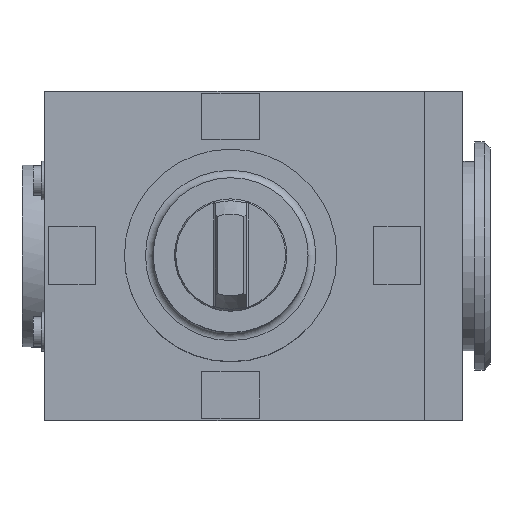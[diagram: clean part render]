
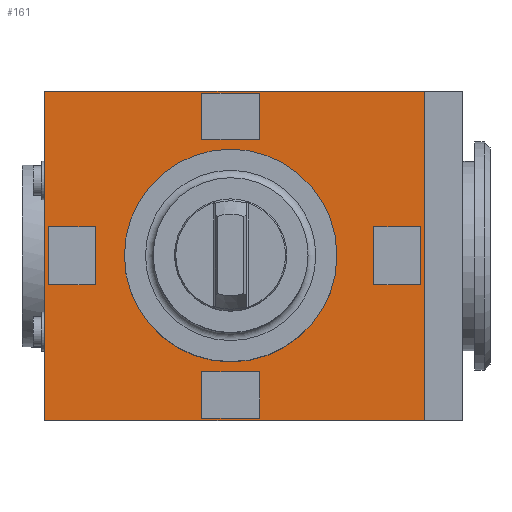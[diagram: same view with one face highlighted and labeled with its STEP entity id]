
A CAD part, top view. The second image highlights one B-rep face of the part: STEP entity #161.
In plain terms, the highlighted planar face has unit normal (0, 0, 1).
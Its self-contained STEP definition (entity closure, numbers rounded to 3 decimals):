
#161=ADVANCED_FACE('',(#366,#367,#368,#369,#370,#371),#237,.F.);
#237=PLANE('',#1449);
#311=CIRCLE('',#1448,27.45);
#366=FACE_BOUND('',#448,.T.);
#367=FACE_BOUND('',#449,.T.);
#368=FACE_BOUND('',#450,.T.);
#369=FACE_BOUND('',#451,.T.);
#370=FACE_BOUND('',#452,.T.);
#371=FACE_BOUND('',#453,.T.);
#448=EDGE_LOOP('',(#624,#625,#626,#627));
#449=EDGE_LOOP('',(#628,#629,#630,#631));
#450=EDGE_LOOP('',(#632));
#451=EDGE_LOOP('',(#633,#634,#635,#636));
#452=EDGE_LOOP('',(#637,#638,#639,#640));
#453=EDGE_LOOP('',(#641,#642,#643,#644));
#624=ORIENTED_EDGE('',*,*,#1062,.T.);
#625=ORIENTED_EDGE('',*,*,#1063,.T.);
#626=ORIENTED_EDGE('',*,*,#1064,.T.);
#627=ORIENTED_EDGE('',*,*,#1065,.T.);
#628=ORIENTED_EDGE('',*,*,#1066,.F.);
#629=ORIENTED_EDGE('',*,*,#1067,.F.);
#630=ORIENTED_EDGE('',*,*,#1068,.F.);
#631=ORIENTED_EDGE('',*,*,#1069,.F.);
#632=ORIENTED_EDGE('',*,*,#1070,.F.);
#633=ORIENTED_EDGE('',*,*,#1071,.T.);
#634=ORIENTED_EDGE('',*,*,#1013,.F.);
#635=ORIENTED_EDGE('',*,*,#1072,.F.);
#636=ORIENTED_EDGE('',*,*,#1073,.T.);
#637=ORIENTED_EDGE('',*,*,#1074,.F.);
#638=ORIENTED_EDGE('',*,*,#1075,.F.);
#639=ORIENTED_EDGE('',*,*,#1076,.F.);
#640=ORIENTED_EDGE('',*,*,#1077,.F.);
#641=ORIENTED_EDGE('',*,*,#1078,.F.);
#642=ORIENTED_EDGE('',*,*,#1079,.F.);
#643=ORIENTED_EDGE('',*,*,#1080,.F.);
#644=ORIENTED_EDGE('',*,*,#1081,.F.);
#884=VERTEX_POINT('',#1951);
#887=VERTEX_POINT('',#1956);
#926=VERTEX_POINT('',#2126);
#927=VERTEX_POINT('',#2127);
#928=VERTEX_POINT('',#2129);
#929=VERTEX_POINT('',#2131);
#930=VERTEX_POINT('',#2134);
#931=VERTEX_POINT('',#2135);
#932=VERTEX_POINT('',#2137);
#933=VERTEX_POINT('',#2139);
#934=VERTEX_POINT('',#2142);
#935=VERTEX_POINT('',#2144);
#936=VERTEX_POINT('',#2146);
#937=VERTEX_POINT('',#2149);
#938=VERTEX_POINT('',#2150);
#939=VERTEX_POINT('',#2152);
#940=VERTEX_POINT('',#2154);
#941=VERTEX_POINT('',#2157);
#942=VERTEX_POINT('',#2158);
#943=VERTEX_POINT('',#2160);
#944=VERTEX_POINT('',#2162);
#1013=EDGE_CURVE('',#887,#884,#1187,.T.);
#1062=EDGE_CURVE('',#926,#927,#1201,.T.);
#1063=EDGE_CURVE('',#927,#928,#1202,.T.);
#1064=EDGE_CURVE('',#928,#929,#1203,.T.);
#1065=EDGE_CURVE('',#929,#926,#1204,.T.);
#1066=EDGE_CURVE('',#930,#931,#1205,.T.);
#1067=EDGE_CURVE('',#932,#930,#1206,.T.);
#1068=EDGE_CURVE('',#933,#932,#1207,.T.);
#1069=EDGE_CURVE('',#931,#933,#1208,.T.);
#1070=EDGE_CURVE('',#934,#934,#311,.T.);
#1071=EDGE_CURVE('',#935,#884,#1209,.T.);
#1072=EDGE_CURVE('',#936,#887,#1210,.T.);
#1073=EDGE_CURVE('',#936,#935,#1211,.T.);
#1074=EDGE_CURVE('',#937,#938,#1212,.T.);
#1075=EDGE_CURVE('',#939,#937,#1213,.T.);
#1076=EDGE_CURVE('',#940,#939,#1214,.T.);
#1077=EDGE_CURVE('',#938,#940,#1215,.T.);
#1078=EDGE_CURVE('',#941,#942,#1216,.T.);
#1079=EDGE_CURVE('',#943,#941,#1217,.T.);
#1080=EDGE_CURVE('',#944,#943,#1218,.T.);
#1081=EDGE_CURVE('',#942,#944,#1219,.T.);
#1187=LINE('',#1957,#1279);
#1201=LINE('',#2125,#1293);
#1202=LINE('',#2128,#1294);
#1203=LINE('',#2130,#1295);
#1204=LINE('',#2132,#1296);
#1205=LINE('',#2133,#1297);
#1206=LINE('',#2136,#1298);
#1207=LINE('',#2138,#1299);
#1208=LINE('',#2140,#1300);
#1209=LINE('',#2143,#1301);
#1210=LINE('',#2145,#1302);
#1211=LINE('',#2147,#1303);
#1212=LINE('',#2148,#1304);
#1213=LINE('',#2151,#1305);
#1214=LINE('',#2153,#1306);
#1215=LINE('',#2155,#1307);
#1216=LINE('',#2156,#1308);
#1217=LINE('',#2159,#1309);
#1218=LINE('',#2161,#1310);
#1219=LINE('',#2163,#1311);
#1279=VECTOR('',#1553,1.);
#1293=VECTOR('',#1683,1.);
#1294=VECTOR('',#1684,1.);
#1295=VECTOR('',#1685,1.);
#1296=VECTOR('',#1686,1.);
#1297=VECTOR('',#1687,1.);
#1298=VECTOR('',#1688,1.);
#1299=VECTOR('',#1689,1.);
#1300=VECTOR('',#1690,1.);
#1301=VECTOR('',#1693,1.);
#1302=VECTOR('',#1694,1.);
#1303=VECTOR('',#1695,1.);
#1304=VECTOR('',#1696,1.);
#1305=VECTOR('',#1697,1.);
#1306=VECTOR('',#1698,1.);
#1307=VECTOR('',#1699,1.);
#1308=VECTOR('',#1700,1.);
#1309=VECTOR('',#1701,1.);
#1310=VECTOR('',#1702,1.);
#1311=VECTOR('',#1703,1.);
#1448=AXIS2_PLACEMENT_3D('',#2141,#1691,#1692);
#1449=AXIS2_PLACEMENT_3D('',#2164,#1704,#1705);
#1553=DIRECTION('',(0.,1.,0.));
#1683=DIRECTION('',(0.,1.,0.));
#1684=DIRECTION('',(1.,0.,0.));
#1685=DIRECTION('',(0.,-1.,0.));
#1686=DIRECTION('',(-1.,0.,0.));
#1687=DIRECTION('',(0.,-1.,0.));
#1688=DIRECTION('',(-1.,0.,0.));
#1689=DIRECTION('',(0.,1.,0.));
#1690=DIRECTION('',(1.,0.,0.));
#1691=DIRECTION('',(0.,0.,1.));
#1692=DIRECTION('',(-1.,0.,0.));
#1693=DIRECTION('',(-1.,0.,0.));
#1694=DIRECTION('',(-1.,0.,0.));
#1695=DIRECTION('',(0.,1.,0.));
#1696=DIRECTION('',(1.,0.,0.));
#1697=DIRECTION('',(0.,-1.,0.));
#1698=DIRECTION('',(-1.,0.,0.));
#1699=DIRECTION('',(0.,1.,0.));
#1700=DIRECTION('',(1.,0.,0.));
#1701=DIRECTION('',(0.,-1.,0.));
#1702=DIRECTION('',(-1.,0.,0.));
#1703=DIRECTION('',(0.,1.,0.));
#1704=DIRECTION('',(0.,0.,-1.));
#1705=DIRECTION('',(-1.,0.,0.));
#1951=CARTESIAN_POINT('',(-48.,42.5,0.));
#1956=CARTESIAN_POINT('',(-48.,-42.5,0.));
#1957=CARTESIAN_POINT('',(-48.,-42.5,0.));
#2125=CARTESIAN_POINT('',(-7.483,-42.,0.));
#2126=CARTESIAN_POINT('',(-7.483,-42.,0.));
#2127=CARTESIAN_POINT('',(-7.483,-30.,0.));
#2128=CARTESIAN_POINT('',(7.5,-30.,0.));
#2129=CARTESIAN_POINT('',(7.5,-30.,0.));
#2130=CARTESIAN_POINT('',(7.5,-30.,0.));
#2131=CARTESIAN_POINT('',(7.5,-42.,0.));
#2132=CARTESIAN_POINT('',(-7.483,-42.,0.));
#2133=CARTESIAN_POINT('',(-7.483,42.,0.));
#2134=CARTESIAN_POINT('',(-7.483,42.,0.));
#2135=CARTESIAN_POINT('',(-7.483,30.,0.));
#2136=CARTESIAN_POINT('',(7.5,42.,0.));
#2137=CARTESIAN_POINT('',(7.5,42.,0.));
#2138=CARTESIAN_POINT('',(7.5,42.,0.));
#2139=CARTESIAN_POINT('',(7.5,30.,0.));
#2140=CARTESIAN_POINT('',(-7.483,30.,0.));
#2141=CARTESIAN_POINT('',(0.,0.,0.));
#2142=CARTESIAN_POINT('',(-27.45,0.,0.));
#2143=CARTESIAN_POINT('',(50.,42.5,0.));
#2144=CARTESIAN_POINT('',(50.,42.5,0.));
#2145=CARTESIAN_POINT('',(50.,-42.5,0.));
#2146=CARTESIAN_POINT('',(50.,-42.5,0.));
#2147=CARTESIAN_POINT('',(50.,-42.5,0.));
#2148=CARTESIAN_POINT('',(37.,-7.5,0.));
#2149=CARTESIAN_POINT('',(37.,-7.5,0.));
#2150=CARTESIAN_POINT('',(49.,-7.5,0.));
#2151=CARTESIAN_POINT('',(37.,-7.5,0.));
#2152=CARTESIAN_POINT('',(37.,7.5,0.));
#2153=CARTESIAN_POINT('',(49.,7.5,0.));
#2154=CARTESIAN_POINT('',(49.,7.5,0.));
#2155=CARTESIAN_POINT('',(49.,-7.5,0.));
#2156=CARTESIAN_POINT('',(-35.,-7.483,0.));
#2157=CARTESIAN_POINT('',(-47.,-7.483,0.));
#2158=CARTESIAN_POINT('',(-35.,-7.483,0.));
#2159=CARTESIAN_POINT('',(-47.,7.5,0.));
#2160=CARTESIAN_POINT('',(-47.,7.5,0.));
#2161=CARTESIAN_POINT('',(-47.,7.5,0.));
#2162=CARTESIAN_POINT('',(-35.,7.5,0.));
#2163=CARTESIAN_POINT('',(-35.,-7.483,0.));
#2164=CARTESIAN_POINT('',(50.,-42.5,0.));
